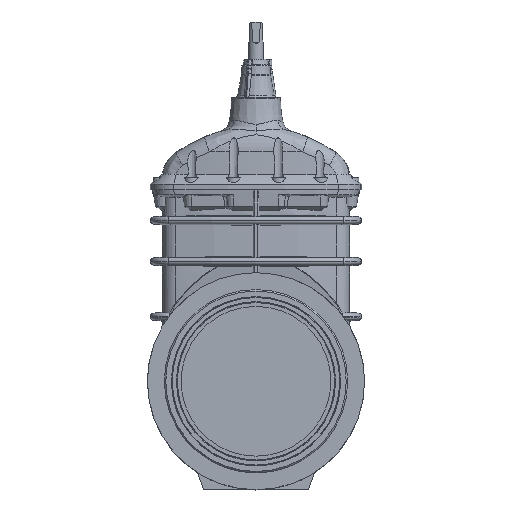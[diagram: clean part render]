
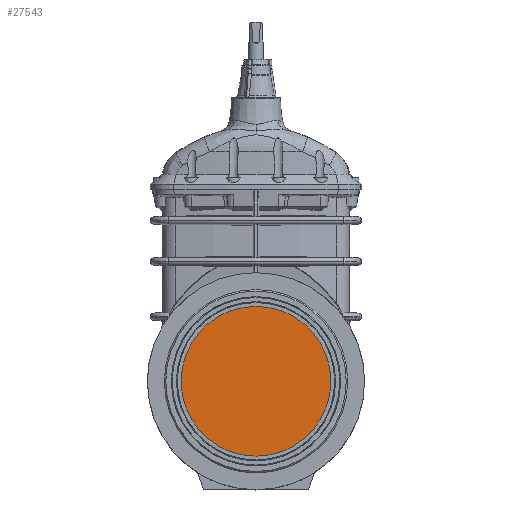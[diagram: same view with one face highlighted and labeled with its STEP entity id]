
A CAD part, top view. The second image highlights one B-rep face of the part: STEP entity #27543.
In plain terms, the highlighted planar face has unit normal (0, 0, 1).
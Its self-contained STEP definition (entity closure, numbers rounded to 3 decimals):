
#1067 = ORIENTED_EDGE ( 'NONE', *, *, #14536, .F. ) ;
#1360 = AXIS2_PLACEMENT_3D ( 'NONE', #18684, #18685, #18686 ) ;
#1698 = AXIS2_PLACEMENT_3D ( 'NONE', #8415, #8419, #8420 ) ;
#3816 = CARTESIAN_POINT ( 'NONE',  ( -200., 0., 152. ) ) ;
#8415 = CARTESIAN_POINT ( 'NONE',  ( 0., 0., 152. ) ) ;
#8416 = PLANE ( 'NONE',  #1698 ) ;
#8419 = DIRECTION ( 'NONE',  ( 0., 0., -1. ) ) ;
#8420 = DIRECTION ( 'NONE',  ( -1., 0., 0. ) ) ;
#10479 = VERTEX_POINT ( 'NONE', #3816 ) ;
#11054 = CIRCLE ( 'NONE', #1360, 200. ) ;
#11902 = FACE_OUTER_BOUND ( 'NONE', #19526, .T. ) ;
#14536 = EDGE_CURVE ( 'NONE', #10479, #10479, #11054, .T. ) ;
#18684 = CARTESIAN_POINT ( 'NONE',  ( 0., 0., 152. ) ) ;
#18685 = DIRECTION ( 'NONE',  ( 0., 0., -1. ) ) ;
#18686 = DIRECTION ( 'NONE',  ( -1., 0., 0. ) ) ;
#19526 = EDGE_LOOP ( 'NONE', ( #1067 ) ) ;
#27543 = ADVANCED_FACE ( 'NONE', ( #11902 ), #8416, .F. ) ;
